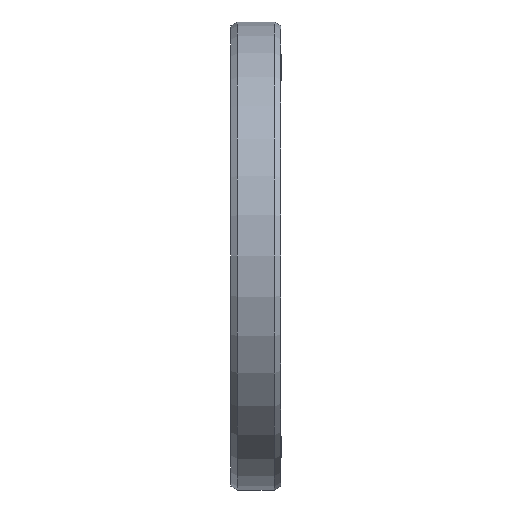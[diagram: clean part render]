
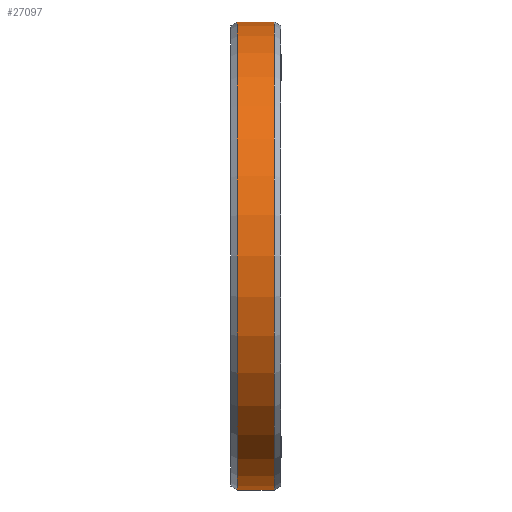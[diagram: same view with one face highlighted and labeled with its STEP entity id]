
A CAD part, left-side view. The second image highlights one B-rep face of the part: STEP entity #27097.
In plain terms, the highlighted cylindrical face has radius 70 mm (diameter 140 mm), a partial arc.
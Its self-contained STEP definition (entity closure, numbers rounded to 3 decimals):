
#26110=CARTESIAN_POINT('',(0.,-5.5,0.));
#26111=DIRECTION('',(0.,1.,0.));
#26112=DIRECTION('',(0.,0.,-1.));
#26113=AXIS2_PLACEMENT_3D('',#26110,#26111,#26112);
#26118=DIRECTION('',(0.,1.,0.));
#26119=VECTOR('',#26118,11.);
#26120=CARTESIAN_POINT('',(0.,-5.5,-70.));
#26121=LINE('',#26120,#26119);
#26133=DIRECTION('',(0.,1.,0.));
#26134=VECTOR('',#26133,11.);
#26135=CARTESIAN_POINT('',(0.,-5.5,70.));
#26136=LINE('',#26135,#26134);
#26162=CARTESIAN_POINT('',(0.,5.5,0.));
#26163=DIRECTION('',(0.,1.,0.));
#26164=DIRECTION('',(0.,0.,-1.));
#26165=AXIS2_PLACEMENT_3D('',#26162,#26163,#26164);
#26958=CARTESIAN_POINT('',(0.,-5.5,-70.));
#26960=VERTEX_POINT('',#26958);
#26961=CARTESIAN_POINT('',(0.,5.5,-70.));
#26962=VERTEX_POINT('',#26961);
#26970=CARTESIAN_POINT('',(0.,-5.5,70.));
#26972=VERTEX_POINT('',#26970);
#26973=CARTESIAN_POINT('',(0.,5.5,70.));
#26974=VERTEX_POINT('',#26973);
#27083=CARTESIAN_POINT('',(0.,-8.25,0.));
#27084=DIRECTION('',(0.,1.,0.));
#27085=DIRECTION('',(0.,0.,-1.));
#27086=AXIS2_PLACEMENT_3D('',#27083,#27084,#27085);
#27087=CYLINDRICAL_SURFACE('',#27086,70.);
#27089=ORIENTED_EDGE('',*,*,#27088,.T.);
#27091=ORIENTED_EDGE('',*,*,#27090,.T.);
#27093=ORIENTED_EDGE('',*,*,#27092,.F.);
#27094=ORIENTED_EDGE('',*,*,#27068,.F.);
#27095=EDGE_LOOP('',(#27089,#27091,#27093,#27094));
#27096=FACE_OUTER_BOUND('',#27095,.F.);
#26114=CIRCLE('',#26113,70.);
#26166=CIRCLE('',#26165,70.);
#27068=EDGE_CURVE('',#26960,#26972,#26114,.T.);
#27088=EDGE_CURVE('',#26960,#26962,#26121,.T.);
#27090=EDGE_CURVE('',#26962,#26974,#26166,.T.);
#27092=EDGE_CURVE('',#26972,#26974,#26136,.T.);
#27097=ADVANCED_FACE('',(#27096),#27087,.T.);
